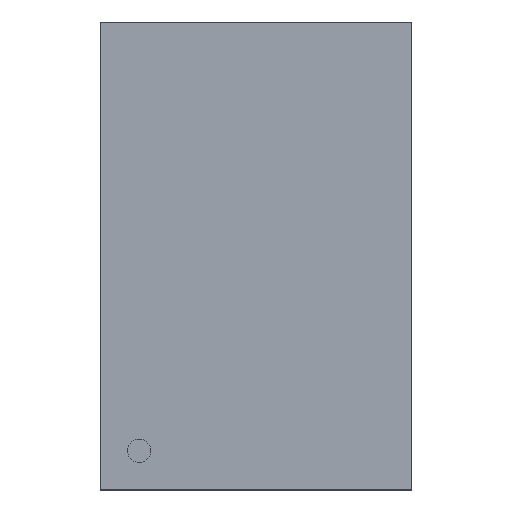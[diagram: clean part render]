
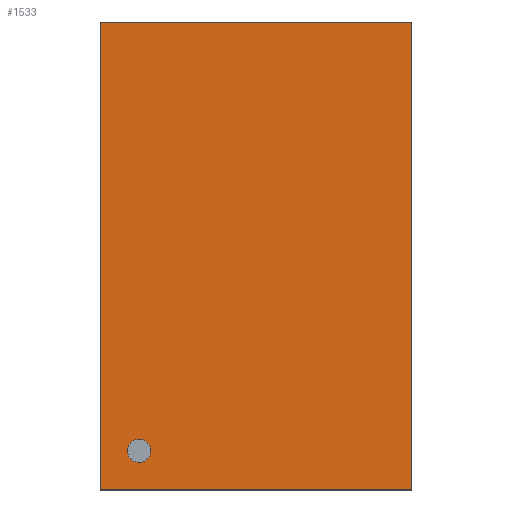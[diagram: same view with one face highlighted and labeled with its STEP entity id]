
A CAD part, top view. The second image highlights one B-rep face of the part: STEP entity #1533.
In plain terms, the highlighted planar face has unit normal (0, 0, 1).
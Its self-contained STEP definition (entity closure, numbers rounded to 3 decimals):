
#35 = VERTEX_POINT('',#36);
#36 = CARTESIAN_POINT('',(-0.75,-1.325,0.555));
#42 = EDGE_CURVE('',#43,#35,#45,.T.);
#43 = VERTEX_POINT('',#44);
#44 = CARTESIAN_POINT('',(-0.75,-1.175,0.555));
#45 = CIRCLE('',#46,0.075);
#46 = AXIS2_PLACEMENT_3D('',#47,#48,#49);
#47 = CARTESIAN_POINT('',(-0.75,-1.25,0.555));
#48 = DIRECTION('',(0.,0.,1.));
#49 = DIRECTION('',(0.,-1.,0.));
#1345 = VERTEX_POINT('',#1346);
#1346 = CARTESIAN_POINT('',(-1.,1.5,0.555));
#1352 = EDGE_CURVE('',#1353,#1345,#1355,.T.);
#1353 = VERTEX_POINT('',#1354);
#1354 = CARTESIAN_POINT('',(1.,1.5,0.555));
#1355 = LINE('',#1356,#1357);
#1356 = CARTESIAN_POINT('',(0.,1.5,0.555));
#1357 = VECTOR('',#1358,1.);
#1358 = DIRECTION('',(-1.,0.,0.));
#1376 = VERTEX_POINT('',#1377);
#1377 = CARTESIAN_POINT('',(-1.,-1.5,0.555));
#1383 = EDGE_CURVE('',#1345,#1376,#1384,.T.);
#1384 = LINE('',#1385,#1386);
#1385 = CARTESIAN_POINT('',(-1.,0.,0.555));
#1386 = VECTOR('',#1387,1.);
#1387 = DIRECTION('',(0.,-1.,0.));
#1400 = VERTEX_POINT('',#1401);
#1401 = CARTESIAN_POINT('',(1.,-1.5,0.555));
#1407 = EDGE_CURVE('',#1376,#1400,#1408,.T.);
#1408 = LINE('',#1409,#1410);
#1409 = CARTESIAN_POINT('',(0.,-1.5,0.555));
#1410 = VECTOR('',#1411,1.);
#1411 = DIRECTION('',(1.,0.,0.));
#1424 = EDGE_CURVE('',#1400,#1353,#1425,.T.);
#1425 = LINE('',#1426,#1427);
#1426 = CARTESIAN_POINT('',(1.,0.,0.555));
#1427 = VECTOR('',#1428,1.);
#1428 = DIRECTION('',(0.,1.,0.));
#1533 = ADVANCED_FACE('',(#1534,#1544),#1550,.F.);
#1534 = FACE_BOUND('',#1535,.T.);
#1535 = EDGE_LOOP('',(#1536,#1543));
#1536 = ORIENTED_EDGE('',*,*,#1537,.F.);
#1537 = EDGE_CURVE('',#35,#43,#1538,.T.);
#1538 = CIRCLE('',#1539,0.075);
#1539 = AXIS2_PLACEMENT_3D('',#1540,#1541,#1542);
#1540 = CARTESIAN_POINT('',(-0.75,-1.25,0.555));
#1541 = DIRECTION('',(0.,0.,1.));
#1542 = DIRECTION('',(0.,-1.,0.));
#1543 = ORIENTED_EDGE('',*,*,#42,.F.);
#1544 = FACE_BOUND('',#1545,.T.);
#1545 = EDGE_LOOP('',(#1546,#1547,#1548,#1549));
#1546 = ORIENTED_EDGE('',*,*,#1352,.T.);
#1547 = ORIENTED_EDGE('',*,*,#1383,.T.);
#1548 = ORIENTED_EDGE('',*,*,#1407,.T.);
#1549 = ORIENTED_EDGE('',*,*,#1424,.T.);
#1550 = PLANE('',#1551);
#1551 = AXIS2_PLACEMENT_3D('',#1552,#1553,#1554);
#1552 = CARTESIAN_POINT('',(-1.,-1.5,0.555));
#1553 = DIRECTION('',(0.,0.,-1.));
#1554 = DIRECTION('',(0.,1.,0.));
